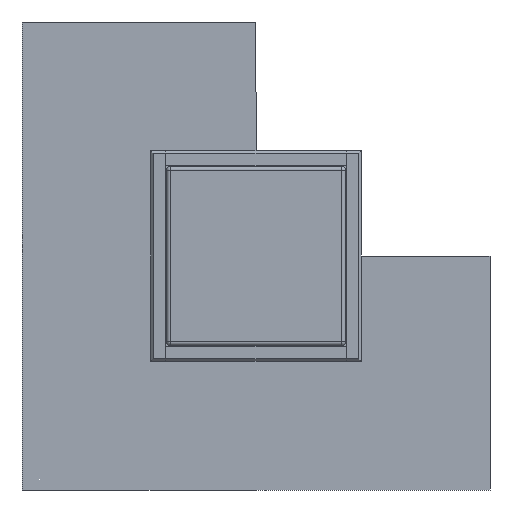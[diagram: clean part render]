
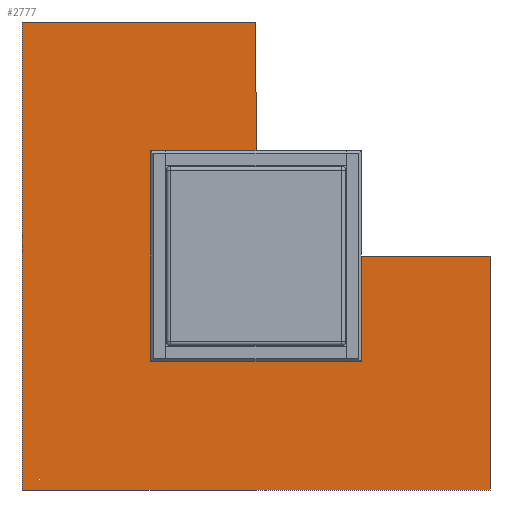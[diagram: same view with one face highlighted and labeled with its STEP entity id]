
A CAD part, front view. The second image highlights one B-rep face of the part: STEP entity #2777.
In plain terms, the highlighted planar face has unit normal (0, -1, 0).
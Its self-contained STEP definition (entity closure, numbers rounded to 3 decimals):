
#2777 = ADVANCED_FACE( '', ( #5565 ), #5566, .F. );
#5565 = FACE_OUTER_BOUND( '', #8606, .T. );
#5566 = PLANE( '', #8607 );
#8606 = EDGE_LOOP( '', ( #16508, #16509, #16510, #16511, #16512, #16513, #16514 ) );
#8607 = AXIS2_PLACEMENT_3D( '', #16515, #16516, #16517 );
#16508 = ORIENTED_EDGE( '', *, *, #20456, .T. );
#16509 = ORIENTED_EDGE( '', *, *, #19284, .T. );
#16510 = ORIENTED_EDGE( '', *, *, #18403, .T. );
#16511 = ORIENTED_EDGE( '', *, *, #18975, .T. );
#16512 = ORIENTED_EDGE( '', *, *, #20650, .T. );
#16513 = ORIENTED_EDGE( '', *, *, #21243, .T. );
#16514 = ORIENTED_EDGE( '', *, *, #21244, .T. );
#16515 = CARTESIAN_POINT( '', ( 0., 0., 0. ) );
#16516 = DIRECTION( '', ( 0., 1., 0. ) );
#16517 = DIRECTION( '', ( 0., 0., 1. ) );
#18403 = EDGE_CURVE( '', #22401, #22402, #22403, .T. );
#18975 = EDGE_CURVE( '', #22402, #23385, #23386, .T. );
#19284 = EDGE_CURVE( '', #23891, #22401, #23892, .T. );
#20456 = EDGE_CURVE( '', #25599, #23891, #25600, .T. );
#20650 = EDGE_CURVE( '', #23385, #25860, #25861, .T. );
#21243 = EDGE_CURVE( '', #25860, #26541, #26542, .T. );
#21244 = EDGE_CURVE( '', #26541, #25599, #26543, .T. );
#22401 = VERTEX_POINT( '', #27939 );
#22402 = VERTEX_POINT( '', #27940 );
#22403 = LINE( '', #27941, #27942 );
#23385 = VERTEX_POINT( '', #29378 );
#23386 = LINE( '', #29379, #29380 );
#23891 = VERTEX_POINT( '', #30146 );
#23892 = LINE( '', #30147, #30148 );
#25599 = VERTEX_POINT( '', #32700 );
#25600 = CIRCLE( '', #32701, 8. );
#25860 = VERTEX_POINT( '', #33085 );
#25861 = LINE( '', #33086, #33087 );
#26541 = VERTEX_POINT( '', #34087 );
#26542 = LINE( '', #34088, #34089 );
#26543 = LINE( '', #34090, #34091 );
#27939 = CARTESIAN_POINT( '', ( 0., 0., 20. ) );
#27940 = CARTESIAN_POINT( '', ( -20., 0., 20. ) );
#27941 = CARTESIAN_POINT( '', ( 0., 0., 20. ) );
#27942 = VECTOR( '', #34915, 1000. );
#29378 = CARTESIAN_POINT( '', ( -20., 0., -20. ) );
#29379 = CARTESIAN_POINT( '', ( -20., 0., 20. ) );
#29380 = VECTOR( '', #35510, 1000. );
#30146 = CARTESIAN_POINT( '', ( 0., 0., 8. ) );
#30147 = CARTESIAN_POINT( '', ( 0., 0., 8. ) );
#30148 = VECTOR( '', #35812, 1000. );
#32700 = CARTESIAN_POINT( '', ( 8., 0., 0. ) );
#32701 = AXIS2_PLACEMENT_3D( '', #36943, #36944, #36945 );
#33085 = CARTESIAN_POINT( '', ( 20., 0., -20. ) );
#33086 = CARTESIAN_POINT( '', ( -20., 0., -20. ) );
#33087 = VECTOR( '', #37163, 1000. );
#34087 = CARTESIAN_POINT( '', ( 20., 0., 0. ) );
#34088 = CARTESIAN_POINT( '', ( 20., 0., -20. ) );
#34089 = VECTOR( '', #37661, 1000. );
#34090 = CARTESIAN_POINT( '', ( 20., 0., 0. ) );
#34091 = VECTOR( '', #37662, 1000. );
#34915 = DIRECTION( '', ( -1., 0., 0. ) );
#35510 = DIRECTION( '', ( 0., 0., -1. ) );
#35812 = DIRECTION( '', ( 0., 0., 1. ) );
#36943 = CARTESIAN_POINT( '', ( 0., 0., 0. ) );
#36944 = DIRECTION( '', ( 0., 1., 0. ) );
#36945 = DIRECTION( '', ( 1., 0., 0. ) );
#37163 = DIRECTION( '', ( 1., 0., 0. ) );
#37661 = DIRECTION( '', ( 0., 0., 1. ) );
#37662 = DIRECTION( '', ( -1., 0., 0. ) );
